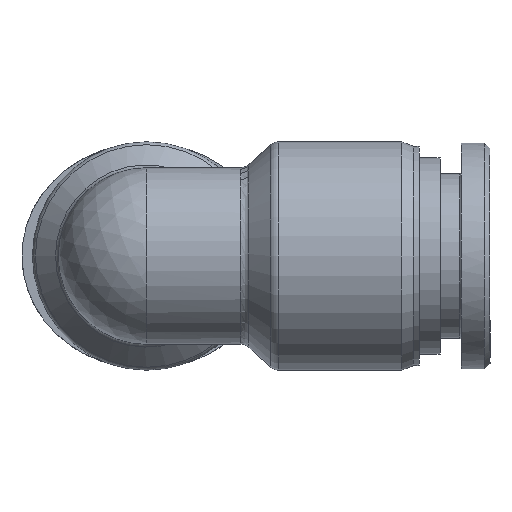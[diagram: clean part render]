
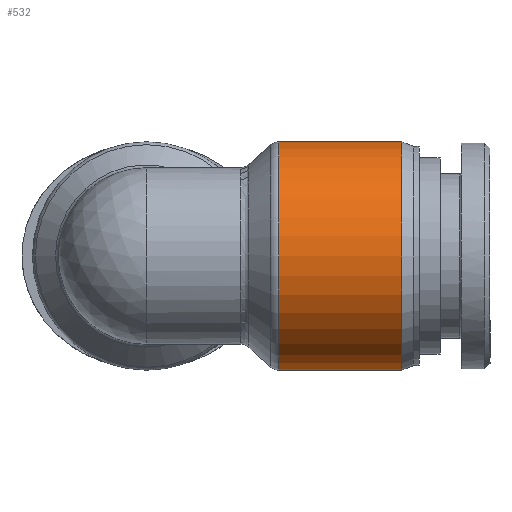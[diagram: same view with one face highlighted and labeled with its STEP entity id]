
A CAD part, left-side view. The second image highlights one B-rep face of the part: STEP entity #532.
In plain terms, the highlighted cylindrical face has radius 9.85 mm (diameter 19.7 mm), a full revolution.
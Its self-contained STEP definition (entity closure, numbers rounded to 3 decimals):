
#501=CARTESIAN_POINT('',(9.85,-11.384,0.));
#502=VERTEX_POINT('',#501);
#503=CARTESIAN_POINT('',(0.,-11.384,0.0));
#504=DIRECTION('',(0.0,1.0,0.0));
#505=DIRECTION('',(-1.0,0.0,0.0));
#506=AXIS2_PLACEMENT_3D('',#503,#504,#505);
#507=CIRCLE('',#506,9.85);
#508=EDGE_CURVE('',#502,#502,#507,.T.);
#513=CARTESIAN_POINT('',(0.,-16.5,0.0));
#514=DIRECTION('',(0.,-1.0,0.0));
#515=DIRECTION('',(1.0,0.0,0.0));
#516=AXIS2_PLACEMENT_3D('',#513,#514,#515);
#517=CYLINDRICAL_SURFACE('',#516,9.85);
#518=CARTESIAN_POINT('',(9.85,-22.0,0.0));
#519=VERTEX_POINT('',#518);
#520=CARTESIAN_POINT('',(0.,-22.,0.0));
#521=DIRECTION('',(0.0,-1.0,0.0));
#522=DIRECTION('',(1.0,0.0,0.0));
#523=AXIS2_PLACEMENT_3D('',#520,#521,#522);
#524=CIRCLE('',#523,9.85);
#525=EDGE_CURVE('',#519,#519,#524,.T.);
#526=ORIENTED_EDGE('',*,*,#525,.F.);
#527=EDGE_LOOP('',(#526));
#528=FACE_OUTER_BOUND('',#527,.T.);
#529=ORIENTED_EDGE('',*,*,#508,.F.);
#530=EDGE_LOOP('',(#529));
#531=FACE_BOUND('',#530,.T.);
#532=ADVANCED_FACE('',(#528,#531),#517,.T.);
